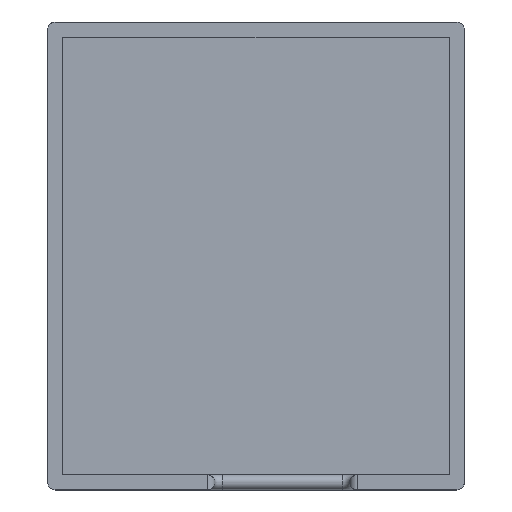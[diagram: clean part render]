
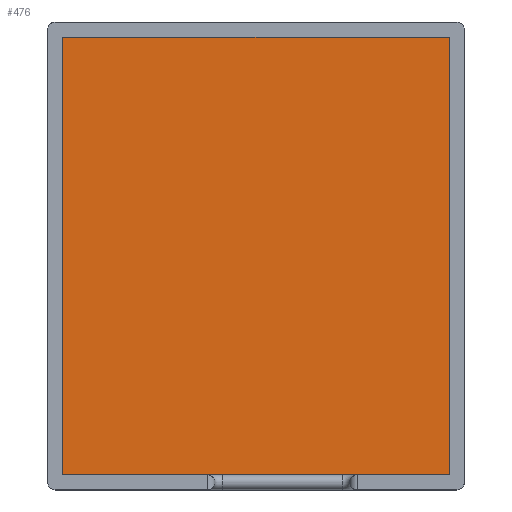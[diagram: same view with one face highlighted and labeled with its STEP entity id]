
A CAD part, top view. The second image highlights one B-rep face of the part: STEP entity #476.
In plain terms, the highlighted planar face has unit normal (0, 0, 1).
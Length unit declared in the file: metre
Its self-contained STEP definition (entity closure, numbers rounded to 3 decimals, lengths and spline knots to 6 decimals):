
#38=LINE('',#738,#80);
#72=LINE('',#819,#114);
#74=LINE('',#823,#116);
#76=LINE('',#827,#118);
#80=VECTOR('',#576,1.);
#114=VECTOR('',#638,1.);
#116=VECTOR('',#642,1.);
#118=VECTOR('',#646,1.);
#183=ORIENTED_EDGE('',*,*,#306,.T.);
#184=ORIENTED_EDGE('',*,*,#304,.T.);
#185=ORIENTED_EDGE('',*,*,#263,.T.);
#186=ORIENTED_EDGE('',*,*,#308,.T.);
#263=EDGE_CURVE('',#334,#333,#38,.T.);
#304=EDGE_CURVE('',#367,#334,#72,.T.);
#306=EDGE_CURVE('',#368,#367,#74,.T.);
#308=EDGE_CURVE('',#333,#368,#76,.T.);
#333=VERTEX_POINT('',#737);
#334=VERTEX_POINT('',#739);
#367=VERTEX_POINT('',#820);
#368=VERTEX_POINT('',#824);
#405=EDGE_LOOP('',(#183,#184,#185,#186));
#435=FACE_BOUND('',#405,.T.);
#465=PLANE('',#527);
#476=ADVANCED_FACE('',(#435),#465,.T.);
#527=AXIS2_PLACEMENT_3D('',#828,#647,#648);
#576=DIRECTION('',(1.,0.,0.));
#638=DIRECTION('',(0.,-1.,0.));
#642=DIRECTION('',(-1.,0.,0.));
#646=DIRECTION('',(0.,1.,0.));
#647=DIRECTION('',(0.,0.,1.));
#648=DIRECTION('',(1.,0.,0.));
#737=CARTESIAN_POINT('',(0.032838,-0.045795,0.001));
#738=CARTESIAN_POINT('',(0.020031,-0.045795,0.001));
#739=CARTESIAN_POINT('',(0.007223,-0.045795,0.001));
#819=CARTESIAN_POINT('',(0.007223,-0.031295,0.001));
#820=CARTESIAN_POINT('',(0.007223,-0.016795,0.001));
#823=CARTESIAN_POINT('',(0.020031,-0.016795,0.001));
#824=CARTESIAN_POINT('',(0.032838,-0.016795,0.001));
#827=CARTESIAN_POINT('',(0.032838,-0.031295,0.001));
#828=CARTESIAN_POINT('',(0.020031,-0.031295,0.001));
